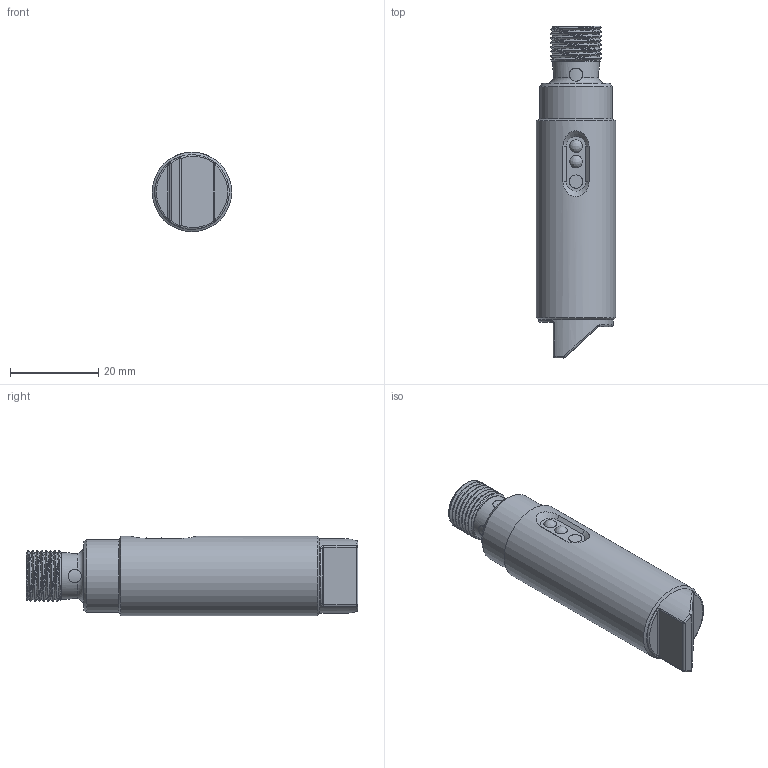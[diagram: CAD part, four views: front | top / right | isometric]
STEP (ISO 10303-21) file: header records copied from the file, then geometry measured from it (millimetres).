
FILE_DESCRIPTION (( 'STEP AP214' ), '1' );
FILE_NAME ('C18R-AN-2E.STEP', '2018-04-19T10:15:28', ( '' ), ( '' ), 'SwSTEP 2.0', 'SolidWorks 2017', '' );
FILE_SCHEMA (( 'AUTOMOTIVE_DESIGN' ));
Length unit declared in the file: inch
Products named in the file (1): C18R-AN-2E
Bounding box: 18 x 75.1 x 18 mm (x, y, z)
Volume: 14831.5 mm3; surface area: 5141 mm2
Topology: 2 solids, 3 shells, 85 faces, 206 edges, 126 vertices
Faces by surface type: cylinder 35, plane 18, bspline 11, sphere 9, cone 7, torus 5
Full cylindrical faces by diameter (mm): 1.008 x4, 3 x8, 8.499 x1, 10.551 x1, 16.401 x1, 16.901 x1, 18 x1
Entity records: 5750 total; most frequent: CARTESIAN_POINT 3060, DIRECTION 303, ORIENTED_EDGE 286, EDGE_CURVE 143, AXIS2_PLACEMENT_3D 137, EDGE_LOOP 119, FACE_OUTER_BOUND 103, VERTEX_POINT 98
